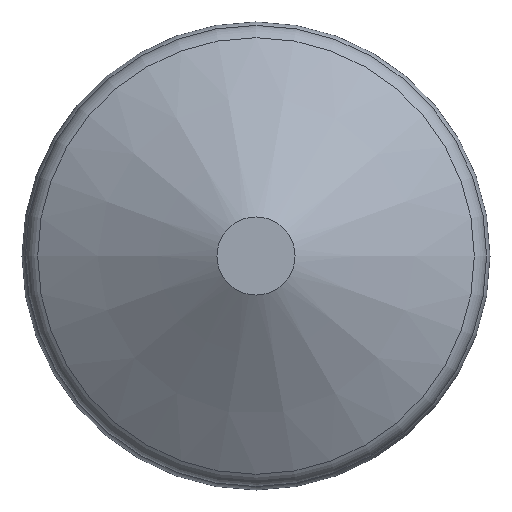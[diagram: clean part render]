
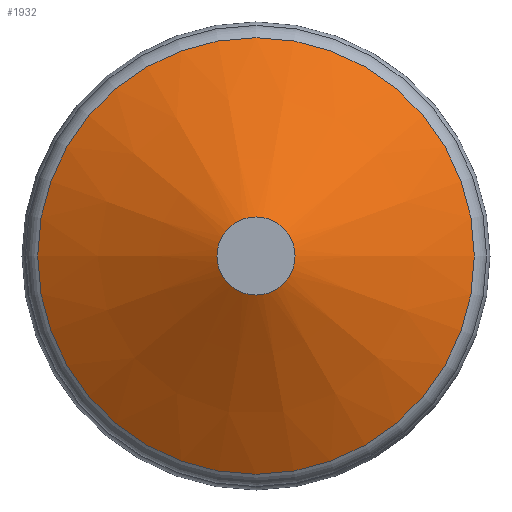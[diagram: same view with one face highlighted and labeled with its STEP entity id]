
A CAD part, front view. The second image highlights one B-rep face of the part: STEP entity #1932.
In plain terms, the highlighted conical face has half-angle 59.349 degrees and reference radius 12.7 mm.
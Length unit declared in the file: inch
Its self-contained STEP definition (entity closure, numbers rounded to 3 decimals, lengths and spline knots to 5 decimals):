
#50=LINE('',#5182,#87);
#87=VECTOR('',#2676,0.5);
#123=CONICAL_SURFACE('',#2169,0.5,1.036);
#263=FACE_OUTER_BOUND('',#381,.T.);
#381=EDGE_LOOP('',(#1650,#1651,#1652,#1653,#1654));
#594=CIRCLE('',#2134,0.07813);
#620=CIRCLE('',#2170,0.43649);
#621=CIRCLE('',#2171,0.43649);
#805=VERTEX_POINT('',#5120);
#826=VERTEX_POINT('',#5181);
#827=VERTEX_POINT('',#5183);
#1080=EDGE_CURVE('',#805,#805,#594,.T.);
#1110=EDGE_CURVE('',#805,#826,#50,.T.);
#1111=EDGE_CURVE('',#827,#826,#620,.T.);
#1112=EDGE_CURVE('',#826,#827,#621,.T.);
#1650=ORIENTED_EDGE('',*,*,#1080,.T.);
#1651=ORIENTED_EDGE('',*,*,#1110,.T.);
#1652=ORIENTED_EDGE('',*,*,#1111,.F.);
#1653=ORIENTED_EDGE('',*,*,#1112,.F.);
#1654=ORIENTED_EDGE('',*,*,#1110,.F.);
#1932=ADVANCED_FACE('',(#263),#123,.T.);
#2134=AXIS2_PLACEMENT_3D('',#5121,#2600,#2601);
#2169=AXIS2_PLACEMENT_3D('',#5180,#2674,#2675);
#2170=AXIS2_PLACEMENT_3D('',#5184,#2677,#2678);
#2171=AXIS2_PLACEMENT_3D('',#5185,#2679,#2680);
#2600=DIRECTION('center_axis',(0.,1.,0.));
#2601=DIRECTION('ref_axis',(-1.,0.,0.));
#2674=DIRECTION('center_axis',(0.,1.,0.));
#2675=DIRECTION('ref_axis',(1.,0.,0.));
#2676=DIRECTION('',(-0.86,0.51,0.));
#2677=DIRECTION('center_axis',(0.,1.,0.));
#2678=DIRECTION('ref_axis',(-1.,0.,0.));
#2679=DIRECTION('center_axis',(0.,1.,0.));
#2680=DIRECTION('ref_axis',(-1.,0.,0.));
#5120=CARTESIAN_POINT('',(-0.07813,0.,0.));
#5121=CARTESIAN_POINT('Origin',(0.,0.,0.));
#5180=CARTESIAN_POINT('Origin',(0.,0.25,0.));
#5181=CARTESIAN_POINT('',(-0.43649,0.21236,0.));
#5182=CARTESIAN_POINT('',(-0.5,0.25,0.));
#5183=CARTESIAN_POINT('',(0.,0.21236,0.43649));
#5184=CARTESIAN_POINT('Origin',(0.,0.21236,0.));
#5185=CARTESIAN_POINT('Origin',(0.,0.21236,0.));
